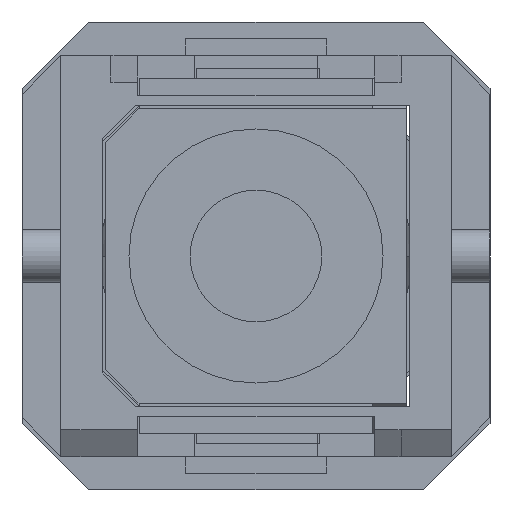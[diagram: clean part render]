
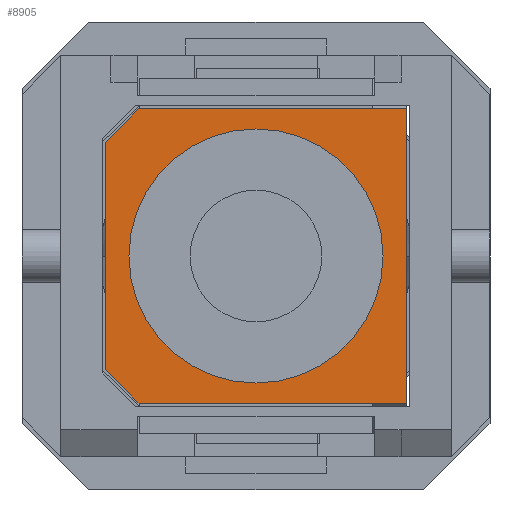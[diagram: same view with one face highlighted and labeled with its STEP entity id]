
A CAD part, left-side view. The second image highlights one B-rep face of the part: STEP entity #8905.
In plain terms, the highlighted face is planar.
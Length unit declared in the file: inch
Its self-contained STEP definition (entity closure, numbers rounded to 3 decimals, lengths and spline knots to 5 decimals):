
#590 = CARTESIAN_POINT ( 'NONE',  ( -0.11, 0.296, -0.1125 ) ) ;
#1163 = DIRECTION ( 'NONE',  ( 0., -1., 0. ) ) ;
#1165 = DIRECTION ( 'NONE',  ( 0., 0., -1. ) ) ;
#1174 = PLANE ( 'NONE',  #6332 ) ;
#1717 = CARTESIAN_POINT ( 'NONE',  ( -0.11, 0.296, -0.0875 ) ) ;
#1771 = CARTESIAN_POINT ( 'NONE',  ( 0., 0.296, 0.095 ) ) ;
#1781 = CARTESIAN_POINT ( 'NONE',  ( 0., 0.296, -0.095 ) ) ;
#1899 = CARTESIAN_POINT ( 'NONE',  ( -0.11, 0.296, 0.1125 ) ) ;
#2129 = CARTESIAN_POINT ( 'NONE',  ( 0.11, 0.296, 0.1125 ) ) ;
#2628 = EDGE_LOOP ( 'NONE', ( #3931, #3930, #3929, #3928, #3927, #3926 ) ) ;
#2682 = EDGE_LOOP ( 'NONE', ( #3933, #3932 ) ) ;
#3926 = ORIENTED_EDGE ( 'NONE', *, *, #10907, .T. ) ;
#3927 = ORIENTED_EDGE ( 'NONE', *, *, #10912, .T. ) ;
#3928 = ORIENTED_EDGE ( 'NONE', *, *, #10891, .T. ) ;
#3929 = ORIENTED_EDGE ( 'NONE', *, *, #10887, .T. ) ;
#3930 = ORIENTED_EDGE ( 'NONE', *, *, #10890, .T. ) ;
#3931 = ORIENTED_EDGE ( 'NONE', *, *, #10882, .T. ) ;
#3932 = ORIENTED_EDGE ( 'NONE', *, *, #10925, .F. ) ;
#3933 = ORIENTED_EDGE ( 'NONE', *, *, #10889, .F. ) ;
#4239 = VERTEX_POINT ( 'NONE', #6094 ) ;
#4329 = VERTEX_POINT ( 'NONE', #5650 ) ;
#4390 = VERTEX_POINT ( 'NONE', #6190 ) ;
#4752 = FACE_BOUND ( 'NONE', #2682, .T. ) ;
#4756 = FACE_OUTER_BOUND ( 'NONE', #2628, .T. ) ;
#5650 = CARTESIAN_POINT ( 'NONE',  ( 0.11, 0.296, -0.0875 ) ) ;
#6094 = CARTESIAN_POINT ( 'NONE',  ( -0.085, 0.296, -0.1125 ) ) ;
#6190 = CARTESIAN_POINT ( 'NONE',  ( 0.085, 0.296, -0.1125 ) ) ;
#6332 = AXIS2_PLACEMENT_3D ( 'NONE', #590, #1163, #1165 ) ;
#6841 = AXIS2_PLACEMENT_3D ( 'NONE', #10639, #10637, #10642 ) ;
#6844 = AXIS2_PLACEMENT_3D ( 'NONE', #10546, #10547, #10549 ) ;
#7370 = LINE ( 'NONE', #10581, #7373 ) ;
#7373 = VECTOR ( 'NONE', #10588, 39.37008 ) ;
#7374 = LINE ( 'NONE', #10635, #7387 ) ;
#7379 = LINE ( 'NONE', #10626, #7382 ) ;
#7382 = VECTOR ( 'NONE', #10630, 39.37008 ) ;
#7383 = CIRCLE ( 'NONE', #6841, 0.095 ) ;
#7386 = LINE ( 'NONE', #10646, #7389 ) ;
#7387 = VECTOR ( 'NONE', #10601, 39.37008 ) ;
#7389 = VECTOR ( 'NONE', #10651, 39.37008 ) ;
#7416 = LINE ( 'NONE', #10741, #7419 ) ;
#7419 = VECTOR ( 'NONE', #10541, 39.37008 ) ;
#7426 = LINE ( 'NONE', #10616, #7429 ) ;
#7429 = VECTOR ( 'NONE', #10634, 39.37008 ) ;
#7452 = CIRCLE ( 'NONE', #6844, 0.095 ) ;
#7848 = VERTEX_POINT ( 'NONE', #1899 ) ;
#7854 = VERTEX_POINT ( 'NONE', #1781 ) ;
#7859 = VERTEX_POINT ( 'NONE', #1771 ) ;
#7870 = VERTEX_POINT ( 'NONE', #1717 ) ;
#7923 = VERTEX_POINT ( 'NONE', #2129 ) ;
#8905 = ADVANCED_FACE ( 'NONE', ( #4752, #4756 ), #1174, .F. ) ;
#10541 = DIRECTION ( 'NONE',  ( 1., 0., 0. ) ) ;
#10546 = CARTESIAN_POINT ( 'NONE',  ( 0., 0.296, 0. ) ) ;
#10547 = DIRECTION ( 'NONE',  ( 0., 1., 0. ) ) ;
#10549 = DIRECTION ( 'NONE',  ( 0., 0., 1. ) ) ;
#10581 = CARTESIAN_POINT ( 'NONE',  ( 0.11, 0.296, 0.1125 ) ) ;
#10588 = DIRECTION ( 'NONE',  ( 0., 0., -1. ) ) ;
#10601 = DIRECTION ( 'NONE',  ( -0.707, 0., -0.707 ) ) ;
#10616 = CARTESIAN_POINT ( 'NONE',  ( -0.11, 0.296, 0.1125 ) ) ;
#10626 = CARTESIAN_POINT ( 'NONE',  ( -0.11, 0.296, -0.1125 ) ) ;
#10630 = DIRECTION ( 'NONE',  ( -1., 0., 0. ) ) ;
#10634 = DIRECTION ( 'NONE',  ( 0., 0., 1. ) ) ;
#10635 = CARTESIAN_POINT ( 'NONE',  ( 0.085, 0.296, -0.1125 ) ) ;
#10637 = DIRECTION ( 'NONE',  ( 0., 1., 0. ) ) ;
#10639 = CARTESIAN_POINT ( 'NONE',  ( 0., 0.296, 0. ) ) ;
#10642 = DIRECTION ( 'NONE',  ( 0., 0., 1. ) ) ;
#10646 = CARTESIAN_POINT ( 'NONE',  ( -0.11, 0.296, -0.0875 ) ) ;
#10651 = DIRECTION ( 'NONE',  ( -0.707, 0., 0.707 ) ) ;
#10741 = CARTESIAN_POINT ( 'NONE',  ( -0.11, 0.296, 0.1125 ) ) ;
#10882 = EDGE_CURVE ( 'NONE', #7923, #4329, #7370, .T. ) ;
#10887 = EDGE_CURVE ( 'NONE', #4390, #4239, #7379, .T. ) ;
#10889 = EDGE_CURVE ( 'NONE', #7859, #7854, #7383, .T. ) ;
#10890 = EDGE_CURVE ( 'NONE', #4329, #4390, #7374, .T. ) ;
#10891 = EDGE_CURVE ( 'NONE', #4239, #7870, #7386, .T. ) ;
#10907 = EDGE_CURVE ( 'NONE', #7848, #7923, #7416, .T. ) ;
#10912 = EDGE_CURVE ( 'NONE', #7870, #7848, #7426, .T. ) ;
#10925 = EDGE_CURVE ( 'NONE', #7854, #7859, #7452, .T. ) ;
